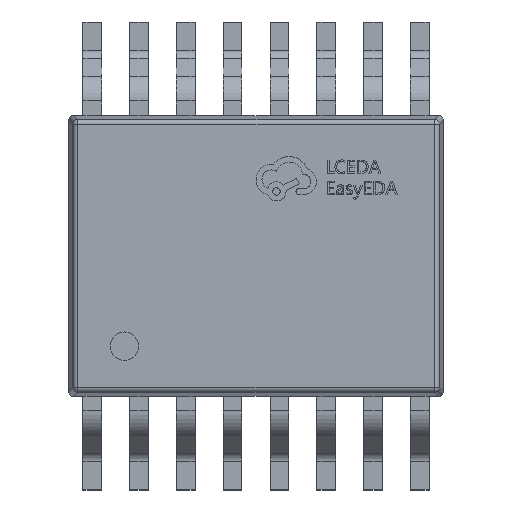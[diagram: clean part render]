
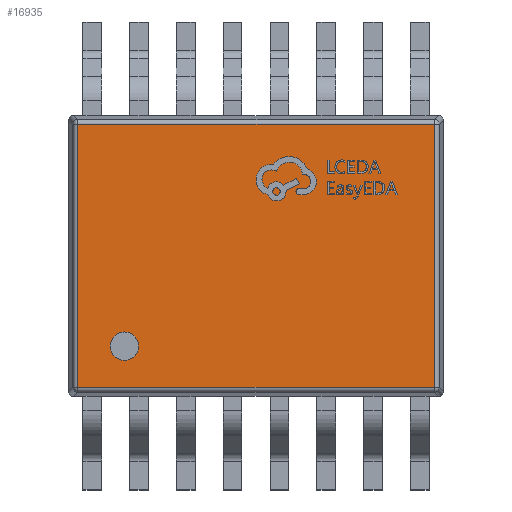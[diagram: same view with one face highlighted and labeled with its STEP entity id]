
A CAD part, top view. The second image highlights one B-rep face of the part: STEP entity #16935.
In plain terms, the highlighted planar face has unit normal (0, 0, 1).
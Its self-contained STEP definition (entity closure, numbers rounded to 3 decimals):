
#23 = DIRECTION ( 'NONE',  ( 1., 0., 0. ) ) ;
#573 = EDGE_CURVE ( 'NONE', #28891, #19348, #2254, .T. ) ;
#928 = EDGE_CURVE ( 'NONE', #26286, #28891, #25339, .T. ) ;
#1944 = ORIENTED_EDGE ( 'NONE', *, *, #23710, .T. ) ;
#2254 = LINE ( 'NONE', #20721, #3823 ) ;
#2368 = DIRECTION ( 'NONE',  ( 0., -1., 0. ) ) ;
#2706 = ORIENTED_EDGE ( 'NONE', *, *, #3568, .F. ) ;
#3147 = PLANE ( 'NONE',  #25963 ) ;
#3568 = EDGE_CURVE ( 'NONE', #6644, #18577, #21829, .T. ) ;
#3823 = VECTOR ( 'NONE', #18436, 1000. ) ;
#4129 = ORIENTED_EDGE ( 'NONE', *, *, #9019, .F. ) ;
#4712 = CARTESIAN_POINT ( 'NONE',  ( -1.907, 0., 1.1 ) ) ;
#5255 = CARTESIAN_POINT ( 'NONE',  ( -1.907, -1.407, 1.1 ) ) ;
#5833 = CIRCLE ( 'NONE', #22668, 0.152 ) ;
#6503 = DIRECTION ( 'NONE',  ( 0., 0., 1. ) ) ;
#6644 = VERTEX_POINT ( 'NONE', #10097 ) ;
#9000 = CARTESIAN_POINT ( 'NONE',  ( 0., 1.407, 1.1 ) ) ;
#9019 = EDGE_CURVE ( 'NONE', #18577, #6644, #5833, .T. ) ;
#9553 = DIRECTION ( 'NONE',  ( 0., 0., 1. ) ) ;
#9589 = LINE ( 'NONE', #23377, #15397 ) ;
#10097 = CARTESIAN_POINT ( 'NONE',  ( -1.255, -0.965, 1.1 ) ) ;
#11402 = VERTEX_POINT ( 'NONE', #27750 ) ;
#11919 = DIRECTION ( 'NONE',  ( 0., 0., 1. ) ) ;
#12514 = CARTESIAN_POINT ( 'NONE',  ( 0., 0., 1.1 ) ) ;
#14395 = CARTESIAN_POINT ( 'NONE',  ( 1.907, -1.407, 1.1 ) ) ;
#14689 = ORIENTED_EDGE ( 'NONE', *, *, #573, .T. ) ;
#15158 = EDGE_LOOP ( 'NONE', ( #1944, #24464, #14689, #18776 ) ) ;
#15397 = VECTOR ( 'NONE', #27876, 1000. ) ;
#15764 = DIRECTION ( 'NONE',  ( -1., 0., 0. ) ) ;
#16866 = CARTESIAN_POINT ( 'NONE',  ( -1.907, 1.407, 1.1 ) ) ;
#16935 = ADVANCED_FACE ( 'NONE', ( #23419, #19311 ), #3147, .T. ) ;
#18056 = LINE ( 'NONE', #9000, #21189 ) ;
#18269 = VECTOR ( 'NONE', #2368, 1000. ) ;
#18436 = DIRECTION ( 'NONE',  ( 1., 0., 0. ) ) ;
#18577 = VERTEX_POINT ( 'NONE', #24517 ) ;
#18776 = ORIENTED_EDGE ( 'NONE', *, *, #23364, .T. ) ;
#19311 = FACE_OUTER_BOUND ( 'NONE', #15158, .T. ) ;
#19348 = VERTEX_POINT ( 'NONE', #14395 ) ;
#20721 = CARTESIAN_POINT ( 'NONE',  ( 0., -1.407, 1.1 ) ) ;
#21189 = VECTOR ( 'NONE', #15764, 1000. ) ;
#21829 = CIRCLE ( 'NONE', #26635, 0.152 ) ;
#22668 = AXIS2_PLACEMENT_3D ( 'NONE', #29387, #6503, #26518 ) ;
#23364 = EDGE_CURVE ( 'NONE', #19348, #11402, #9589, .T. ) ;
#23377 = CARTESIAN_POINT ( 'NONE',  ( 1.907, 0., 1.1 ) ) ;
#23419 = FACE_BOUND ( 'NONE', #23593, .T. ) ;
#23593 = EDGE_LOOP ( 'NONE', ( #2706, #4129 ) ) ;
#23710 = EDGE_CURVE ( 'NONE', #11402, #26286, #18056, .T. ) ;
#24464 = ORIENTED_EDGE ( 'NONE', *, *, #928, .T. ) ;
#24517 = CARTESIAN_POINT ( 'NONE',  ( -1.558, -0.965, 1.1 ) ) ;
#25339 = LINE ( 'NONE', #4712, #18269 ) ;
#25939 = DIRECTION ( 'NONE',  ( 1., 0., 0. ) ) ;
#25963 = AXIS2_PLACEMENT_3D ( 'NONE', #12514, #11919, #25939 ) ;
#26286 = VERTEX_POINT ( 'NONE', #16866 ) ;
#26518 = DIRECTION ( 'NONE',  ( 1., 0., 0. ) ) ;
#26635 = AXIS2_PLACEMENT_3D ( 'NONE', #27686, #9553, #23 ) ;
#27686 = CARTESIAN_POINT ( 'NONE',  ( -1.407, -0.965, 1.1 ) ) ;
#27750 = CARTESIAN_POINT ( 'NONE',  ( 1.907, 1.407, 1.1 ) ) ;
#27876 = DIRECTION ( 'NONE',  ( 0., 1., 0. ) ) ;
#28891 = VERTEX_POINT ( 'NONE', #5255 ) ;
#29387 = CARTESIAN_POINT ( 'NONE',  ( -1.407, -0.965, 1.1 ) ) ;
